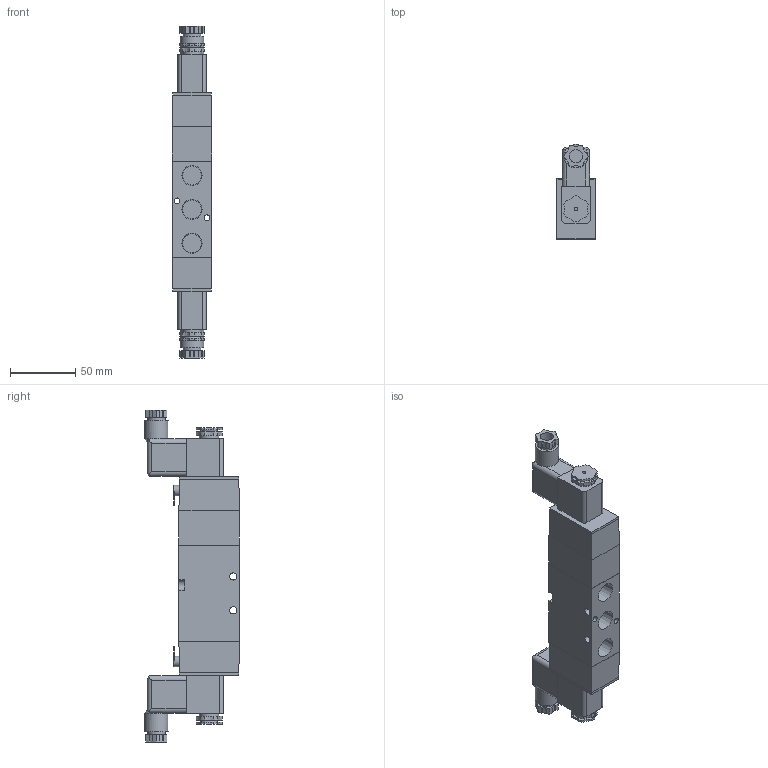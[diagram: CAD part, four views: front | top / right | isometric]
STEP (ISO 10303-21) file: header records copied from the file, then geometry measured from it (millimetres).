
FILE_DESCRIPTION( ( 'STEP AP203' ), '1' );
FILE_NAME( 'MVSC-300-4E2P-AC220.stp', '2020-06-23T12:18:15', ( 'License CC BY-ND 4.0' ), ( 'CADENAS' ), ' ', 'PARTsolutions', ' ' );
FILE_SCHEMA( ( 'CONFIG_CONTROL_DESIGN' ) );
Length unit declared in the file: millimetre
Products named in the file (1): _MVSC-300-4E2P-AC220
Bounding box: 30 x 72.7 x 254.7 mm (x, y, z)
Volume: 280175.6 mm3; surface area: 48522.1 mm2
Topology: 1 solids, 1 shells, 286 faces, 736 edges, 485 vertices
Faces by surface type: plane 185, cylinder 92, cone 7, torus 2
Full cylindrical faces by diameter (mm): 2.5 x2, 4.5 x2, 5.5 x2, 5.6 x2, 7 x2, 8 x2, 10 x2, 13.5 x2, 15 x2, 18 x2
Entity records: 8682 total; most frequent: CARTESIAN_POINT 1613, DIRECTION 1472, ORIENTED_EDGE 1404, EDGE_CURVE 702, LINE 494, VECTOR 494, AXIS2_PLACEMENT_3D 489, VERTEX_POINT 478
